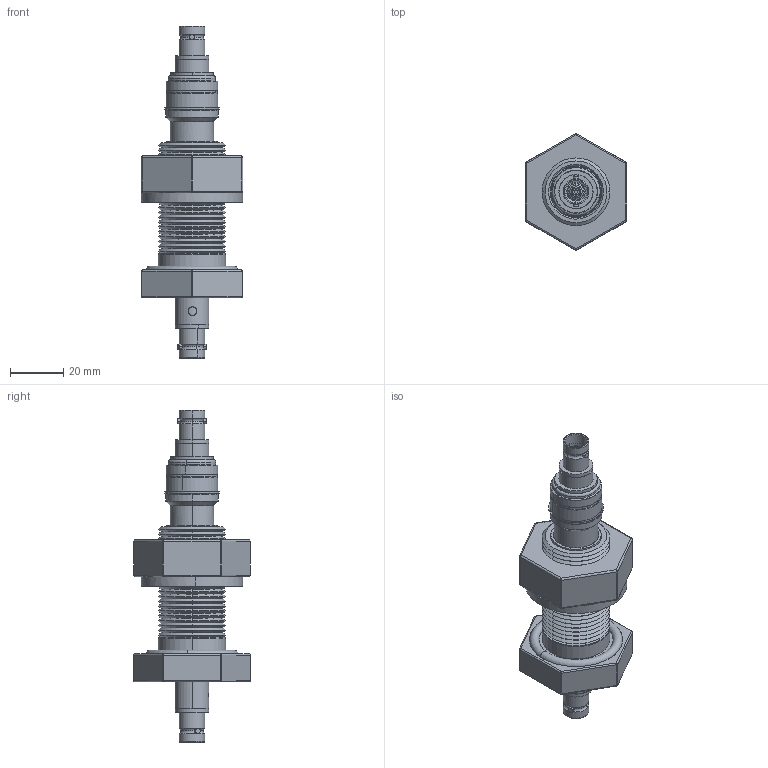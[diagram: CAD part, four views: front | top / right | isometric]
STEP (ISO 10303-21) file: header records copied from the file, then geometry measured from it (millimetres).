
FILE_DESCRIPTION (( 'STEP AP203' ), '1' );
FILE_NAME ('A0487-1-BP.STEP', '2012-04-09T14:20:28', ( '' ), ( '' ), 'SwSTEP 2.0', 'SolidWorks 2011', '' );
FILE_SCHEMA (( 'CONFIG_CONTROL_DESIGN' ));
Length unit declared in the file: inch
Products named in the file (1): A0487-1-BP
Bounding box: 38.1 x 43.84 x 124.46 mm (x, y, z)
Volume: 43899.8 mm3; surface area: 40302.4 mm2
Topology: 5 solids, 15 shells, 523 faces, 1105 edges, 625 vertices
Faces by surface type: cone 184, cylinder 183, plane 90, torus 40, sphere 26
Entity records: 14098 total; most frequent: DIRECTION 2749, CARTESIAN_POINT 2494, ORIENTED_EDGE 2170, AXIS2_PLACEMENT_3D 1154, EDGE_CURVE 1085, CIRCLE 630, VERTEX_POINT 615, EDGE_LOOP 574
